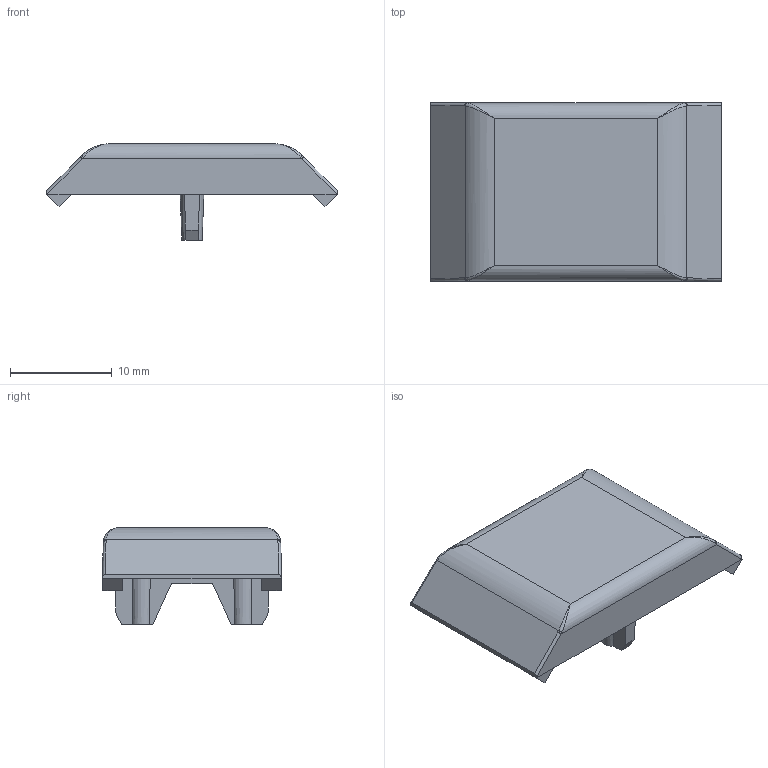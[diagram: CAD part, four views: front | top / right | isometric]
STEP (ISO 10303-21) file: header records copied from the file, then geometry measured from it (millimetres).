
FILE_DESCRIPTION (( 'STEP AP203' ), '1' );
FILE_NAME ('462523513_c_1.STEP', '2023-03-07T04:33:38', ( '' ), ( '' ), 'SwSTEP 2.0', 'SolidWorks 2014', '' );
FILE_SCHEMA (( 'CONFIG_CONTROL_DESIGN' ));
Length unit declared in the file: millimetre
Products named in the file (1): 462523513_c_1
Bounding box: 28.6 x 17.6 x 9.5 mm (x, y, z)
Volume: 1410 mm3; surface area: 1642.1 mm2
Topology: 1 solids, 1 shells, 78 faces, 196 edges, 116 vertices
Faces by surface type: plane 54, cylinder 10, bspline 8, cone 6
Entity records: 2714 total; most frequent: CARTESIAN_POINT 900, ORIENTED_EDGE 384, DIRECTION 322, EDGE_CURVE 192, VECTOR 140, LINE 140, VERTEX_POINT 116, AXIS2_PLACEMENT_3D 91
